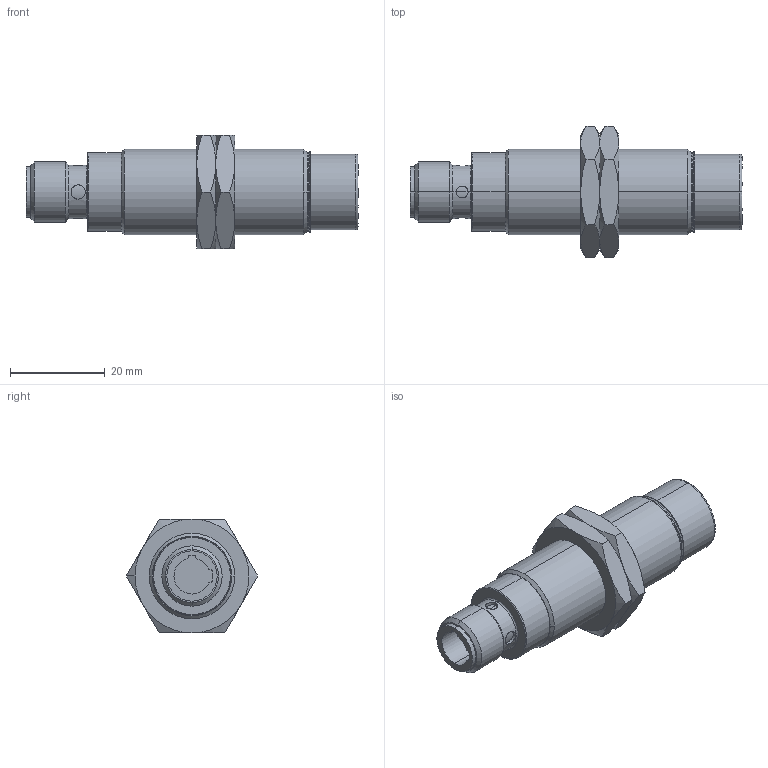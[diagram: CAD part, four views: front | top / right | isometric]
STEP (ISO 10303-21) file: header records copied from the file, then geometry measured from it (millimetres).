
FILE_DESCRIPTION (( 'STEP AP214' ), '1' );
FILE_NAME ('VFK1-A0-2M.step', '2018-04-17T20:05:39', ( '' ), ( '' ), 'SwSTEP 2.0', 'SolidWorks 2017', '' );
FILE_SCHEMA (( 'AUTOMOTIVE_DESIGN' ));
Length unit declared in the file: inch
Products named in the file (1): VFK1-A0-2M
Bounding box: 70 x 27.71 x 24 mm (x, y, z)
Volume: 16869.7 mm3; surface area: 6331.5 mm2
Topology: 3 solids, 3 shells, 125 faces, 282 edges, 170 vertices
Faces by surface type: cylinder 44, cone 44, plane 27, bspline 10
Entity records: 5729 total; most frequent: CARTESIAN_POINT 1336, DIRECTION 566, ORIENTED_EDGE 564, EDGE_CURVE 282, AXIS2_PLACEMENT_3D 240, VERTEX_POINT 170, EDGE_LOOP 136, DIMENSIONAL_EXPONENTS 130
